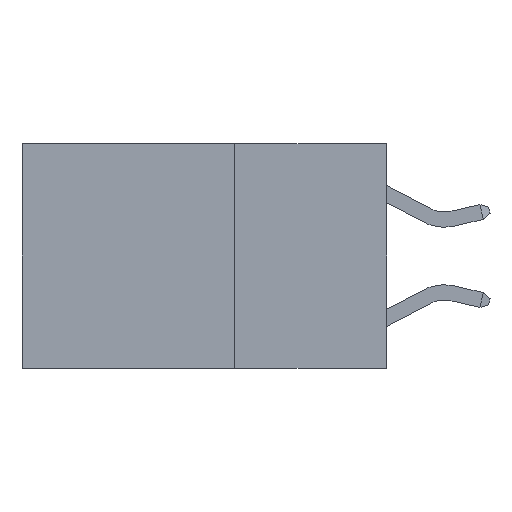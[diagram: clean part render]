
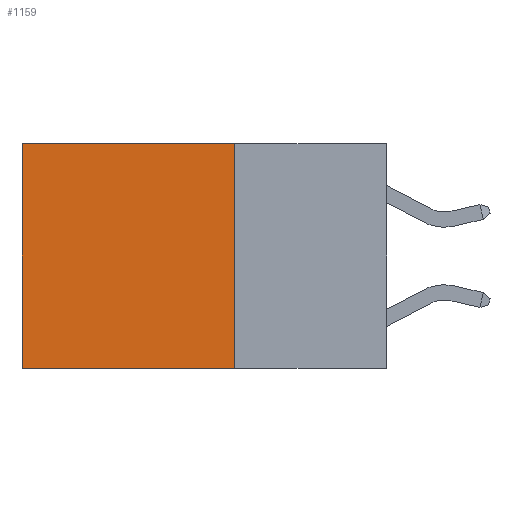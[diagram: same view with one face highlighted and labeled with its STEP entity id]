
A CAD part, left-side view. The second image highlights one B-rep face of the part: STEP entity #1159.
In plain terms, the highlighted planar face has unit normal (-1, 0, 0).
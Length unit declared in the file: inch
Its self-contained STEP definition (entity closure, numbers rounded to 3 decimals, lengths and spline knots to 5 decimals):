
#43 = ORIENTED_EDGE ( 'NONE', *, *, #7136, .F. ) ;
#200 = CARTESIAN_POINT ( 'NONE',  ( 0.2625, 0.6, -0.37 ) ) ;
#514 = VECTOR ( 'NONE', #7571, 39.37008 ) ;
#1159 = ADVANCED_FACE ( 'NONE', ( #11097 ), #11152, .F. ) ;
#1735 = CARTESIAN_POINT ( 'NONE',  ( 0.2625, 0.25, 0. ) ) ;
#1758 = CARTESIAN_POINT ( 'NONE',  ( 0.2625, 0.25, -0.37 ) ) ;
#1789 = LINE ( 'NONE', #3871, #6685 ) ;
#2297 = AXIS2_PLACEMENT_3D ( 'NONE', #1735, #12335, #6380 ) ;
#2420 = VERTEX_POINT ( 'NONE', #6426 ) ;
#3341 = CARTESIAN_POINT ( 'NONE',  ( 0.2625, 0.25, -0.37 ) ) ;
#3524 = VECTOR ( 'NONE', #6223, 39.37008 ) ;
#3799 = EDGE_CURVE ( 'NONE', #2420, #8337, #4337, .T. ) ;
#3871 = CARTESIAN_POINT ( 'NONE',  ( 0.2625, 0.25, 0. ) ) ;
#4337 = LINE ( 'NONE', #8187, #3524 ) ;
#4495 = EDGE_CURVE ( 'NONE', #6852, #5059, #10424, .T. ) ;
#5059 = VERTEX_POINT ( 'NONE', #200 ) ;
#5704 = ORIENTED_EDGE ( 'NONE', *, *, #12010, .T. ) ;
#5754 = CARTESIAN_POINT ( 'NONE',  ( 0.2625, 0.6, 0. ) ) ;
#6223 = DIRECTION ( 'NONE',  ( 0., 0., -1. ) ) ;
#6380 = DIRECTION ( 'NONE',  ( 0., 0., -1. ) ) ;
#6426 = CARTESIAN_POINT ( 'NONE',  ( 0.2625, 0.25, 0. ) ) ;
#6685 = VECTOR ( 'NONE', #6790, 39.37008 ) ;
#6790 = DIRECTION ( 'NONE',  ( 0., 1., 0. ) ) ;
#6852 = VERTEX_POINT ( 'NONE', #10995 ) ;
#7136 = EDGE_CURVE ( 'NONE', #8337, #5059, #10469, .T. ) ;
#7249 = VECTOR ( 'NONE', #9198, 39.37008 ) ;
#7571 = DIRECTION ( 'NONE',  ( 0., 0., -1. ) ) ;
#8187 = CARTESIAN_POINT ( 'NONE',  ( 0.2625, 0.25, 0. ) ) ;
#8337 = VERTEX_POINT ( 'NONE', #3341 ) ;
#8372 = ORIENTED_EDGE ( 'NONE', *, *, #4495, .T. ) ;
#9198 = DIRECTION ( 'NONE',  ( 0., 1., 0. ) ) ;
#9200 = ORIENTED_EDGE ( 'NONE', *, *, #3799, .F. ) ;
#10424 = LINE ( 'NONE', #5754, #514 ) ;
#10469 = LINE ( 'NONE', #1758, #7249 ) ;
#10787 = EDGE_LOOP ( 'NONE', ( #8372, #43, #9200, #5704 ) ) ;
#10995 = CARTESIAN_POINT ( 'NONE',  ( 0.2625, 0.6, 0. ) ) ;
#11097 = FACE_OUTER_BOUND ( 'NONE', #10787, .T. ) ;
#11152 = PLANE ( 'NONE',  #2297 ) ;
#12010 = EDGE_CURVE ( 'NONE', #2420, #6852, #1789, .T. ) ;
#12335 = DIRECTION ( 'NONE',  ( 1., 0., 0. ) ) ;
